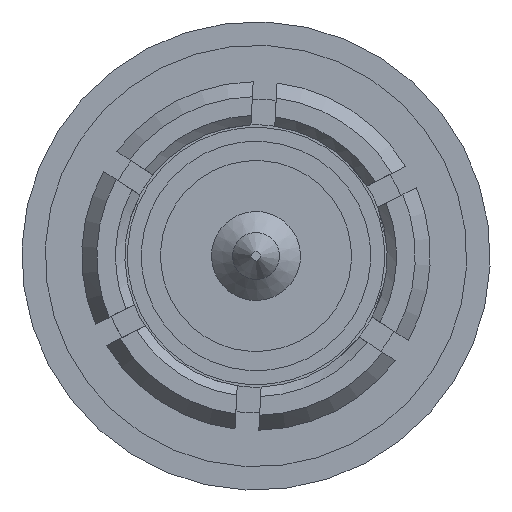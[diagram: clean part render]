
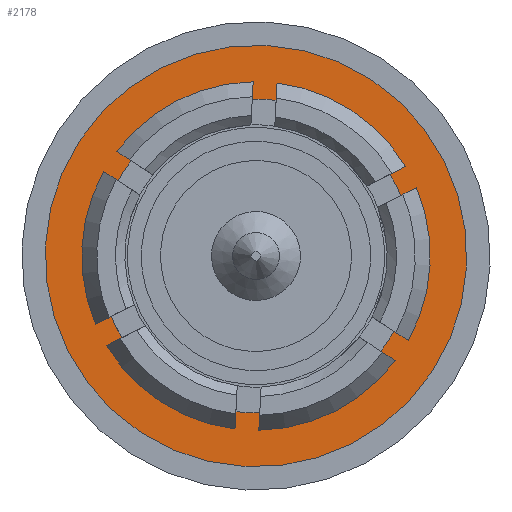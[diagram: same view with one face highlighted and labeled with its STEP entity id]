
A CAD part, left-side view. The second image highlights one B-rep face of the part: STEP entity #2178.
In plain terms, the highlighted face is planar.
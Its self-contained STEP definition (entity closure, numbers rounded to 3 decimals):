
#702=ORIENTED_EDGE('',*,*,#1094,.T.);
#703=ORIENTED_EDGE('',*,*,#928,.F.);
#928=EDGE_CURVE('',#1204,#1204,#1418,.T.);
#1094=EDGE_CURVE('',#1320,#1320,#1475,.T.);
#1204=VERTEX_POINT('',#3422);
#1320=VERTEX_POINT('',#3888);
#1418=CIRCLE('',#2380,2.25);
#1475=CIRCLE('',#2489,1.675);
#1656=EDGE_LOOP('',(#702));
#1657=EDGE_LOOP('',(#703));
#1902=FACE_BOUND('',#1656,.T.);
#1903=FACE_BOUND('',#1657,.T.);
#2065=PLANE('',#2494);
#2178=ADVANCED_FACE('',(#1902,#1903),#2065,.F.);
#2380=AXIS2_PLACEMENT_3D('',#3421,#2756,#2757);
#2489=AXIS2_PLACEMENT_3D('',#3887,#3039,#3040);
#2494=AXIS2_PLACEMENT_3D('',#3897,#3051,#3052);
#2756=DIRECTION('',(-1.,0.,0.));
#2757=DIRECTION('',(0.,1.,0.));
#3039=DIRECTION('',(-1.,0.,0.));
#3040=DIRECTION('',(0.,1.,0.));
#3051=DIRECTION('',(-1.,0.,0.));
#3052=DIRECTION('',(0.,0.,1.));
#3421=CARTESIAN_POINT('',(0.,0.,0.));
#3422=CARTESIAN_POINT('',(0.,2.25,0.));
#3887=CARTESIAN_POINT('',(0.,0.,0.));
#3888=CARTESIAN_POINT('',(0.,1.675,0.));
#3897=CARTESIAN_POINT('',(0.,0.,0.));
